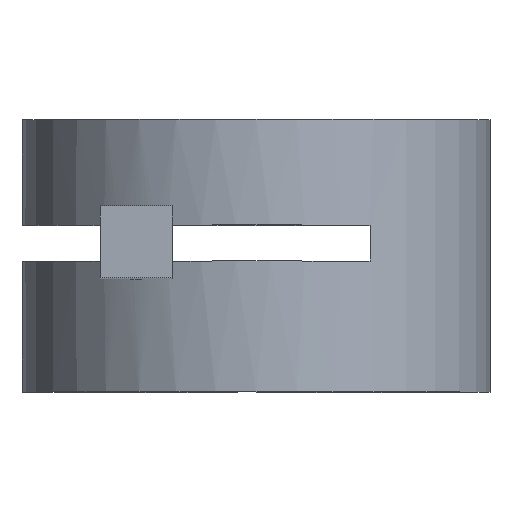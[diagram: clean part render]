
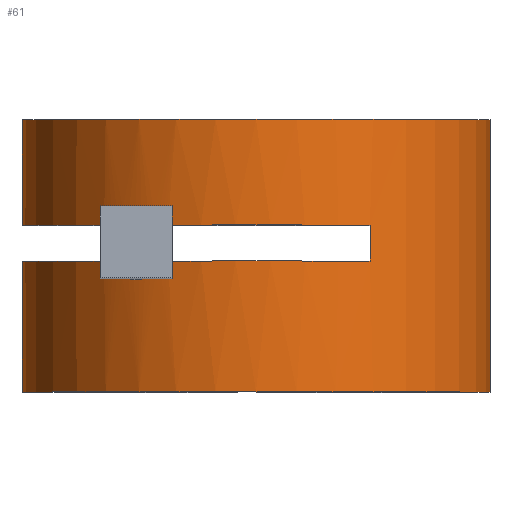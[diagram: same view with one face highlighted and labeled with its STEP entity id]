
A CAD part, top view. The second image highlights one B-rep face of the part: STEP entity #61.
In plain terms, the highlighted cylindrical face has radius 9.75 mm (diameter 19.5 mm), a partial arc.
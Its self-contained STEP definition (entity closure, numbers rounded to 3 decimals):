
#61=ADVANCED_FACE('',(#147),#148,.T.);
#147=FACE_OUTER_BOUND('',#310,.T.);
#148=CYLINDRICAL_SURFACE('',#311,9.75);
#310=EDGE_LOOP('',(#531,#532,#533,#534,#535,#536,#537,#538,#539,#540,#541,#542));
#311=AXIS2_PLACEMENT_3D('',#543,#544,#545);
#531=ORIENTED_EDGE('',*,*,#1147,.T.);
#532=ORIENTED_EDGE('',*,*,#1148,.F.);
#533=ORIENTED_EDGE('',*,*,#1149,.F.);
#534=ORIENTED_EDGE('',*,*,#1150,.T.);
#535=ORIENTED_EDGE('',*,*,#1151,.F.);
#536=ORIENTED_EDGE('',*,*,#1152,.F.);
#537=ORIENTED_EDGE('',*,*,#1153,.T.);
#538=ORIENTED_EDGE('',*,*,#1154,.T.);
#539=ORIENTED_EDGE('',*,*,#1122,.F.);
#540=ORIENTED_EDGE('',*,*,#1155,.F.);
#541=ORIENTED_EDGE('',*,*,#1156,.T.);
#542=ORIENTED_EDGE('',*,*,#1157,.T.);
#543=CARTESIAN_POINT('',(0.0,25.7,0.0));
#544=DIRECTION('',(0.0,-1.0,0.0));
#545=DIRECTION('',(-1.0,0.0,0.0));
#1122=EDGE_CURVE('',#1350,#1349,#1352,.T.);
#1147=EDGE_CURVE('',#1399,#1400,#1401,.T.);
#1148=EDGE_CURVE('',#1402,#1400,#1403,.T.);
#1149=EDGE_CURVE('',#1404,#1402,#1405,.T.);
#1150=EDGE_CURVE('',#1404,#1406,#1407,.T.);
#1151=EDGE_CURVE('',#1408,#1406,#1409,.T.);
#1152=EDGE_CURVE('',#1410,#1408,#1411,.T.);
#1153=EDGE_CURVE('',#1410,#1412,#1413,.T.);
#1154=EDGE_CURVE('',#1412,#1349,#1414,.T.);
#1155=EDGE_CURVE('',#1415,#1350,#1416,.T.);
#1156=EDGE_CURVE('',#1415,#1417,#1418,.T.);
#1157=EDGE_CURVE('',#1417,#1399,#1419,.T.);
#1349=VERTEX_POINT('',#1701);
#1350=VERTEX_POINT('',#1702);
#1352=CIRCLE('',#1704,9.75);
#1399=VERTEX_POINT('',#1767);
#1400=VERTEX_POINT('',#1768);
#1401=CIRCLE('',#1769,9.75);
#1402=VERTEX_POINT('',#1770);
#1403=LINE('',#1771,#1772);
#1404=VERTEX_POINT('',#1773);
#1405=CIRCLE('',#1774,9.75);
#1406=VERTEX_POINT('',#1775);
#1407=B_SPLINE_CURVE_WITH_KNOTS('',3,(#1776,#1777,#1778,#1779,#1780,#1781,#1782,#1783,#1784,#1785,#1786,#1787,#1788,#1789,#1790),.UNSPECIFIED.,.F.,.F.,(4,1,1,1,1,1,1,1,1,1,1,1,4),(0.0,0.083,0.167,0.25,0.333,0.417,0.5,0.583,0.667,0.75,0.833,0.917,1.0),.UNSPECIFIED.);
#1408=VERTEX_POINT('',#1791);
#1409=CIRCLE('',#1792,9.75);
#1410=VERTEX_POINT('',#1793);
#1411=LINE('',#1794,#1795);
#1412=VERTEX_POINT('',#1796);
#1413=CIRCLE('',#1797,9.75);
#1414=LINE('',#1798,#1799);
#1415=VERTEX_POINT('',#1800);
#1416=LINE('',#1801,#1802);
#1417=VERTEX_POINT('',#1803);
#1418=CIRCLE('',#1804,9.75);
#1419=B_SPLINE_CURVE_WITH_KNOTS('',3,(#1805,#1806,#1807,#1808,#1809,#1810,#1811,#1812,#1813,#1814,#1815,#1816,#1817,#1818,#1819),.UNSPECIFIED.,.F.,.F.,(4,1,1,1,1,1,1,1,1,1,1,1,4),(0.0,0.083,0.167,0.25,0.333,0.417,0.5,0.583,0.667,0.75,0.833,0.917,1.0),.UNSPECIFIED.);
#1701=CARTESIAN_POINT('',(9.75,37.05,0.0));
#1702=CARTESIAN_POINT('',(-9.75,37.05,0.0));
#1704=AXIS2_PLACEMENT_3D('',#2226,#2227,#2228);
#1767=CARTESIAN_POINT('',(-3.672,32.65,9.032));
#1768=CARTESIAN_POINT('',(4.75,32.65,8.515));
#1769=AXIS2_PLACEMENT_3D('',#2269,#2270,#2271);
#1770=CARTESIAN_POINT('',(4.75,31.15,8.515));
#1771=CARTESIAN_POINT('',(4.75,31.15,8.515));
#1772=VECTOR('',#2272,1.5);
#1773=CARTESIAN_POINT('',(-3.672,31.15,9.032));
#1774=AXIS2_PLACEMENT_3D('',#2273,#2274,#2275);
#1775=CARTESIAN_POINT('',(-6.328,31.15,7.418));
#1776=CARTESIAN_POINT('',(-3.672,31.15,9.032));
#1777=CARTESIAN_POINT('',(-3.717,31.07,9.014));
#1778=CARTESIAN_POINT('',(-3.821,30.92,8.971));
#1779=CARTESIAN_POINT('',(-4.018,30.722,8.885));
#1780=CARTESIAN_POINT('',(-4.249,30.563,8.777));
#1781=CARTESIAN_POINT('',(-4.508,30.448,8.647));
#1782=CARTESIAN_POINT('',(-4.767,30.386,8.507));
#1783=CARTESIAN_POINT('',(-5.01,30.369,8.366));
#1784=CARTESIAN_POINT('',(-5.261,30.389,8.211));
#1785=CARTESIAN_POINT('',(-5.539,30.464,8.026));
#1786=CARTESIAN_POINT('',(-5.789,30.585,7.847));
#1787=CARTESIAN_POINT('',(-6.008,30.746,7.68));
#1788=CARTESIAN_POINT('',(-6.189,30.934,7.535));
#1789=CARTESIAN_POINT('',(-6.286,31.075,7.454));
#1790=CARTESIAN_POINT('',(-6.328,31.15,7.418));
#1791=CARTESIAN_POINT('',(-9.75,31.15,0.0));
#1792=AXIS2_PLACEMENT_3D('',#2276,#2277,#2278);
#1793=CARTESIAN_POINT('',(-9.75,25.7,0.0));
#1794=CARTESIAN_POINT('',(-9.75,25.7,0.0));
#1795=VECTOR('',#2279,5.45);
#1796=CARTESIAN_POINT('',(9.75,25.7,0.0));
#1797=AXIS2_PLACEMENT_3D('',#2280,#2281,#2282);
#1798=CARTESIAN_POINT('',(9.75,25.7,0.0));
#1799=VECTOR('',#2283,11.35);
#1800=CARTESIAN_POINT('',(-9.75,32.65,0.0));
#1801=CARTESIAN_POINT('',(-9.75,32.65,0.0));
#1802=VECTOR('',#2284,4.4);
#1803=CARTESIAN_POINT('',(-6.328,32.65,7.418));
#1804=AXIS2_PLACEMENT_3D('',#2285,#2286,#2287);
#1805=CARTESIAN_POINT('',(-6.328,32.65,7.418));
#1806=CARTESIAN_POINT('',(-6.286,32.725,7.454));
#1807=CARTESIAN_POINT('',(-6.19,32.865,7.534));
#1808=CARTESIAN_POINT('',(-6.01,33.052,7.679));
#1809=CARTESIAN_POINT('',(-5.794,33.211,7.844));
#1810=CARTESIAN_POINT('',(-5.546,33.333,8.021));
#1811=CARTESIAN_POINT('',(-5.271,33.409,8.204));
#1812=CARTESIAN_POINT('',(-5.016,33.431,8.363));
#1813=CARTESIAN_POINT('',(-4.771,33.415,8.505));
#1814=CARTESIAN_POINT('',(-4.511,33.354,8.645));
#1815=CARTESIAN_POINT('',(-4.252,33.239,8.775));
#1816=CARTESIAN_POINT('',(-4.019,33.079,8.884));
#1817=CARTESIAN_POINT('',(-3.822,32.881,8.971));
#1818=CARTESIAN_POINT('',(-3.718,32.73,9.014));
#1819=CARTESIAN_POINT('',(-3.672,32.65,9.032));
#2226=CARTESIAN_POINT('',(0.0,37.05,0.0));
#2227=DIRECTION('',(0.0,1.0,0.0));
#2228=DIRECTION('',(-1.0,0.0,0.0));
#2269=CARTESIAN_POINT('',(0.0,32.65,0.0));
#2270=DIRECTION('',(0.0,1.0,0.0));
#2271=DIRECTION('',(-0.377,0.0,0.926));
#2272=DIRECTION('',(0.0,1.0,0.0));
#2273=CARTESIAN_POINT('',(0.0,31.15,0.0));
#2274=DIRECTION('',(0.0,1.0,0.0));
#2275=DIRECTION('',(-0.377,0.0,0.926));
#2276=CARTESIAN_POINT('',(0.0,31.15,0.0));
#2277=DIRECTION('',(0.0,1.0,0.0));
#2278=DIRECTION('',(-1.0,0.0,0.0));
#2279=DIRECTION('',(0.0,1.0,0.0));
#2280=CARTESIAN_POINT('',(0.0,25.7,0.0));
#2281=DIRECTION('',(0.0,1.0,0.0));
#2282=DIRECTION('',(-1.0,0.0,0.0));
#2283=DIRECTION('',(0.0,1.0,0.0));
#2284=DIRECTION('',(0.0,1.0,0.0));
#2285=CARTESIAN_POINT('',(0.0,32.65,0.0));
#2286=DIRECTION('',(0.0,1.0,0.0));
#2287=DIRECTION('',(-1.0,0.0,0.0));
